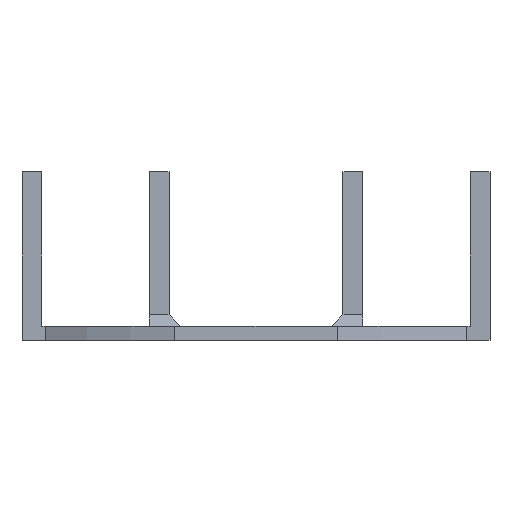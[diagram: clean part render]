
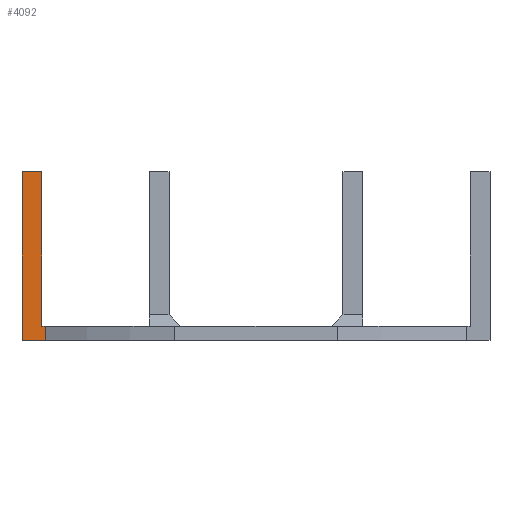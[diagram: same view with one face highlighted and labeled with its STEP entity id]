
A CAD part, left-side view. The second image highlights one B-rep face of the part: STEP entity #4092.
In plain terms, the highlighted planar face has unit normal (-1, 0, 0).
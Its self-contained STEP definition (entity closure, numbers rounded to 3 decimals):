
#32 = PLANE('',#33);
#33 = AXIS2_PLACEMENT_3D('',#34,#35,#36);
#34 = CARTESIAN_POINT('',(71.941,0.,2.5));
#35 = DIRECTION('',(-0.,-0.,-1.));
#36 = DIRECTION('',(-1.,0.,0.));
#334 = VERTEX_POINT('',#335);
#335 = CARTESIAN_POINT('',(93.,37.5,2.5));
#349 = PLANE('',#350);
#350 = AXIS2_PLACEMENT_3D('',#351,#352,#353);
#351 = CARTESIAN_POINT('',(0.,37.5,0.));
#352 = DIRECTION('',(0.,1.,0.));
#353 = DIRECTION('',(1.,0.,0.));
#361 = EDGE_CURVE('',#334,#362,#364,.T.);
#362 = VERTEX_POINT('',#363);
#363 = CARTESIAN_POINT('',(93.,38.2,2.5));
#364 = SURFACE_CURVE('',#365,(#369,#376),.PCURVE_S1.);
#365 = LINE('',#366,#367);
#366 = CARTESIAN_POINT('',(93.,37.5,2.5));
#367 = VECTOR('',#368,1.);
#368 = DIRECTION('',(0.,1.,0.));
#369 = PCURVE('',#32,#370);
#370 = DEFINITIONAL_REPRESENTATION('',(#371),#375);
#371 = LINE('',#372,#373);
#372 = CARTESIAN_POINT('',(-21.059,37.5));
#373 = VECTOR('',#374,1.);
#374 = DIRECTION('',(0.,1.));
#375 = ( GEOMETRIC_REPRESENTATION_CONTEXT(2) 
PARAMETRIC_REPRESENTATION_CONTEXT() REPRESENTATION_CONTEXT('2D SPACE',''
  ) );
#376 = PCURVE('',#377,#382);
#377 = PLANE('',#378);
#378 = AXIS2_PLACEMENT_3D('',#379,#380,#381);
#379 = CARTESIAN_POINT('',(93.,39.881,14.719));
#380 = DIRECTION('',(-1.,0.,0.));
#381 = DIRECTION('',(0.,-1.,0.));
#382 = DEFINITIONAL_REPRESENTATION('',(#383),#387);
#383 = LINE('',#384,#385);
#384 = CARTESIAN_POINT('',(2.381,-12.219));
#385 = VECTOR('',#386,1.);
#386 = DIRECTION('',(-1.,0.));
#387 = ( GEOMETRIC_REPRESENTATION_CONTEXT(2) 
PARAMETRIC_REPRESENTATION_CONTEXT() REPRESENTATION_CONTEXT('2D SPACE',''
  ) );
#405 = PLANE('',#406);
#406 = AXIS2_PLACEMENT_3D('',#407,#408,#409);
#407 = CARTESIAN_POINT('',(105.,38.2,2.5));
#408 = DIRECTION('',(0.,-1.,0.));
#409 = DIRECTION('',(-1.,0.,0.));
#3979 = PLANE('',#3980);
#3980 = AXIS2_PLACEMENT_3D('',#3981,#3982,#3983);
#3981 = CARTESIAN_POINT('',(71.941,0.,0.));
#3982 = DIRECTION('',(-0.,-0.,-1.));
#3983 = DIRECTION('',(-1.,0.,0.));
#4000 = EDGE_CURVE('',#4001,#334,#4003,.T.);
#4001 = VERTEX_POINT('',#4002);
#4002 = CARTESIAN_POINT('',(93.,37.5,0.));
#4003 = SURFACE_CURVE('',#4004,(#4008,#4015),.PCURVE_S1.);
#4004 = LINE('',#4005,#4006);
#4005 = CARTESIAN_POINT('',(93.,37.5,0.));
#4006 = VECTOR('',#4007,1.);
#4007 = DIRECTION('',(0.,0.,1.));
#4008 = PCURVE('',#349,#4009);
#4009 = DEFINITIONAL_REPRESENTATION('',(#4010),#4014);
#4010 = LINE('',#4011,#4012);
#4011 = CARTESIAN_POINT('',(93.,0.));
#4012 = VECTOR('',#4013,1.);
#4013 = DIRECTION('',(0.,-1.));
#4014 = ( GEOMETRIC_REPRESENTATION_CONTEXT(2) 
PARAMETRIC_REPRESENTATION_CONTEXT() REPRESENTATION_CONTEXT('2D SPACE',''
  ) );
#4015 = PCURVE('',#377,#4016);
#4016 = DEFINITIONAL_REPRESENTATION('',(#4017),#4021);
#4017 = LINE('',#4018,#4019);
#4018 = CARTESIAN_POINT('',(2.381,-14.719));
#4019 = VECTOR('',#4020,1.);
#4020 = DIRECTION('',(0.,1.));
#4021 = ( GEOMETRIC_REPRESENTATION_CONTEXT(2) 
PARAMETRIC_REPRESENTATION_CONTEXT() REPRESENTATION_CONTEXT('2D SPACE',''
  ) );
#4092 = ADVANCED_FACE('',(#4093),#377,.T.);
#4093 = FACE_BOUND('',#4094,.T.);
#4094 = EDGE_LOOP('',(#4095,#4096,#4097,#4120,#4148,#4176));
#4095 = ORIENTED_EDGE('',*,*,#4000,.T.);
#4096 = ORIENTED_EDGE('',*,*,#361,.T.);
#4097 = ORIENTED_EDGE('',*,*,#4098,.T.);
#4098 = EDGE_CURVE('',#362,#4099,#4101,.T.);
#4099 = VERTEX_POINT('',#4100);
#4100 = CARTESIAN_POINT('',(93.,38.2,30.));
#4101 = SURFACE_CURVE('',#4102,(#4106,#4113),.PCURVE_S1.);
#4102 = LINE('',#4103,#4104);
#4103 = CARTESIAN_POINT('',(93.,38.2,2.5));
#4104 = VECTOR('',#4105,1.);
#4105 = DIRECTION('',(0.,0.,1.));
#4106 = PCURVE('',#377,#4107);
#4107 = DEFINITIONAL_REPRESENTATION('',(#4108),#4112);
#4108 = LINE('',#4109,#4110);
#4109 = CARTESIAN_POINT('',(1.681,-12.219));
#4110 = VECTOR('',#4111,1.);
#4111 = DIRECTION('',(0.,1.));
#4112 = ( GEOMETRIC_REPRESENTATION_CONTEXT(2) 
PARAMETRIC_REPRESENTATION_CONTEXT() REPRESENTATION_CONTEXT('2D SPACE',''
  ) );
#4113 = PCURVE('',#405,#4114);
#4114 = DEFINITIONAL_REPRESENTATION('',(#4115),#4119);
#4115 = LINE('',#4116,#4117);
#4116 = CARTESIAN_POINT('',(12.,0.));
#4117 = VECTOR('',#4118,1.);
#4118 = DIRECTION('',(0.,-1.));
#4119 = ( GEOMETRIC_REPRESENTATION_CONTEXT(2) 
PARAMETRIC_REPRESENTATION_CONTEXT() REPRESENTATION_CONTEXT('2D SPACE',''
  ) );
#4120 = ORIENTED_EDGE('',*,*,#4121,.T.);
#4121 = EDGE_CURVE('',#4099,#4122,#4124,.T.);
#4122 = VERTEX_POINT('',#4123);
#4123 = CARTESIAN_POINT('',(93.,41.7,30.));
#4124 = SURFACE_CURVE('',#4125,(#4129,#4136),.PCURVE_S1.);
#4125 = LINE('',#4126,#4127);
#4126 = CARTESIAN_POINT('',(93.,38.2,30.));
#4127 = VECTOR('',#4128,1.);
#4128 = DIRECTION('',(0.,1.,0.));
#4129 = PCURVE('',#377,#4130);
#4130 = DEFINITIONAL_REPRESENTATION('',(#4131),#4135);
#4131 = LINE('',#4132,#4133);
#4132 = CARTESIAN_POINT('',(1.681,15.281));
#4133 = VECTOR('',#4134,1.);
#4134 = DIRECTION('',(-1.,0.));
#4135 = ( GEOMETRIC_REPRESENTATION_CONTEXT(2) 
PARAMETRIC_REPRESENTATION_CONTEXT() REPRESENTATION_CONTEXT('2D SPACE',''
  ) );
#4136 = PCURVE('',#4137,#4142);
#4137 = PLANE('',#4138);
#4138 = AXIS2_PLACEMENT_3D('',#4139,#4140,#4141);
#4139 = CARTESIAN_POINT('',(99.,39.95,30.));
#4140 = DIRECTION('',(-0.,-0.,-1.));
#4141 = DIRECTION('',(-1.,0.,0.));
#4142 = DEFINITIONAL_REPRESENTATION('',(#4143),#4147);
#4143 = LINE('',#4144,#4145);
#4144 = CARTESIAN_POINT('',(6.,-1.75));
#4145 = VECTOR('',#4146,1.);
#4146 = DIRECTION('',(0.,1.));
#4147 = ( GEOMETRIC_REPRESENTATION_CONTEXT(2) 
PARAMETRIC_REPRESENTATION_CONTEXT() REPRESENTATION_CONTEXT('2D SPACE',''
  ) );
#4148 = ORIENTED_EDGE('',*,*,#4149,.F.);
#4149 = EDGE_CURVE('',#4150,#4122,#4152,.T.);
#4150 = VERTEX_POINT('',#4151);
#4151 = CARTESIAN_POINT('',(93.,41.7,0.));
#4152 = SURFACE_CURVE('',#4153,(#4157,#4164),.PCURVE_S1.);
#4153 = LINE('',#4154,#4155);
#4154 = CARTESIAN_POINT('',(93.,41.7,2.5));
#4155 = VECTOR('',#4156,1.);
#4156 = DIRECTION('',(0.,0.,1.));
#4157 = PCURVE('',#377,#4158);
#4158 = DEFINITIONAL_REPRESENTATION('',(#4159),#4163);
#4159 = LINE('',#4160,#4161);
#4160 = CARTESIAN_POINT('',(-1.819,-12.219));
#4161 = VECTOR('',#4162,1.);
#4162 = DIRECTION('',(0.,1.));
#4163 = ( GEOMETRIC_REPRESENTATION_CONTEXT(2) 
PARAMETRIC_REPRESENTATION_CONTEXT() REPRESENTATION_CONTEXT('2D SPACE',''
  ) );
#4164 = PCURVE('',#4165,#4170);
#4165 = PLANE('',#4166);
#4166 = AXIS2_PLACEMENT_3D('',#4167,#4168,#4169);
#4167 = CARTESIAN_POINT('',(99.,41.7,15.));
#4168 = DIRECTION('',(0.,1.,0.));
#4169 = DIRECTION('',(1.,0.,0.));
#4170 = DEFINITIONAL_REPRESENTATION('',(#4171),#4175);
#4171 = LINE('',#4172,#4173);
#4172 = CARTESIAN_POINT('',(-6.,12.5));
#4173 = VECTOR('',#4174,1.);
#4174 = DIRECTION('',(0.,-1.));
#4175 = ( GEOMETRIC_REPRESENTATION_CONTEXT(2) 
PARAMETRIC_REPRESENTATION_CONTEXT() REPRESENTATION_CONTEXT('2D SPACE',''
  ) );
#4176 = ORIENTED_EDGE('',*,*,#4177,.F.);
#4177 = EDGE_CURVE('',#4001,#4150,#4178,.T.);
#4178 = SURFACE_CURVE('',#4179,(#4183,#4190),.PCURVE_S1.);
#4179 = LINE('',#4180,#4181);
#4180 = CARTESIAN_POINT('',(93.,37.5,0.));
#4181 = VECTOR('',#4182,1.);
#4182 = DIRECTION('',(0.,1.,0.));
#4183 = PCURVE('',#377,#4184);
#4184 = DEFINITIONAL_REPRESENTATION('',(#4185),#4189);
#4185 = LINE('',#4186,#4187);
#4186 = CARTESIAN_POINT('',(2.381,-14.719));
#4187 = VECTOR('',#4188,1.);
#4188 = DIRECTION('',(-1.,0.));
#4189 = ( GEOMETRIC_REPRESENTATION_CONTEXT(2) 
PARAMETRIC_REPRESENTATION_CONTEXT() REPRESENTATION_CONTEXT('2D SPACE',''
  ) );
#4190 = PCURVE('',#3979,#4191);
#4191 = DEFINITIONAL_REPRESENTATION('',(#4192),#4196);
#4192 = LINE('',#4193,#4194);
#4193 = CARTESIAN_POINT('',(-21.059,37.5));
#4194 = VECTOR('',#4195,1.);
#4195 = DIRECTION('',(0.,1.));
#4196 = ( GEOMETRIC_REPRESENTATION_CONTEXT(2) 
PARAMETRIC_REPRESENTATION_CONTEXT() REPRESENTATION_CONTEXT('2D SPACE',''
  ) );
